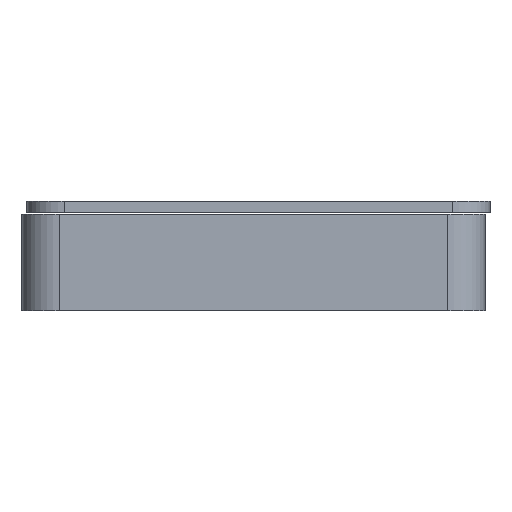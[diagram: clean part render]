
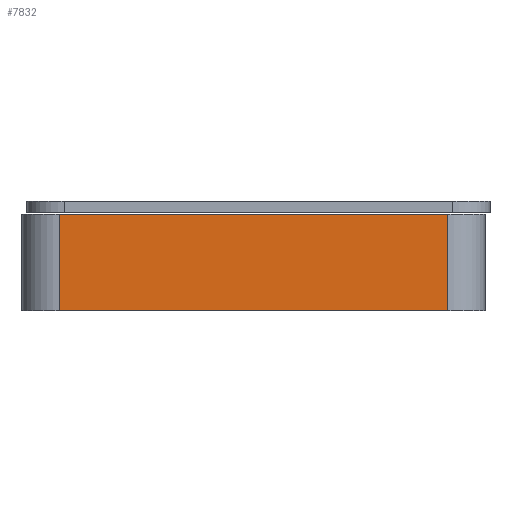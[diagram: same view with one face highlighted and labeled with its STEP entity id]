
A CAD part, left-side view. The second image highlights one B-rep face of the part: STEP entity #7832.
In plain terms, the highlighted planar face has unit normal (-1, 0, 0).
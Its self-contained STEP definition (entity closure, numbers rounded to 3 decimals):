
#797=PLANE('',#8325);
#965=FACE_OUTER_BOUND('',#1402,.T.);
#1402=EDGE_LOOP('',(#5448,#5449,#5450,#5451));
#1902=LINE('',#9967,#2562);
#1915=LINE('',#10000,#2575);
#1926=LINE('',#10035,#2586);
#1945=LINE('',#10090,#2605);
#2562=VECTOR('',#8631,10.);
#2575=VECTOR('',#8654,10.);
#2586=VECTOR('',#8689,10.);
#2605=VECTOR('',#8752,10.);
#3335=VERTEX_POINT('',#9964);
#3336=VERTEX_POINT('',#9966);
#3351=VERTEX_POINT('',#9998);
#3363=VERTEX_POINT('',#10033);
#4139=EDGE_CURVE('',#3335,#3336,#1902,.T.);
#4156=EDGE_CURVE('',#3351,#3335,#1915,.T.);
#4174=EDGE_CURVE('',#3363,#3351,#1926,.T.);
#4201=EDGE_CURVE('',#3336,#3363,#1945,.T.);
#5448=ORIENTED_EDGE('',*,*,#4139,.F.);
#5449=ORIENTED_EDGE('',*,*,#4156,.F.);
#5450=ORIENTED_EDGE('',*,*,#4174,.F.);
#5451=ORIENTED_EDGE('',*,*,#4201,.F.);
#7832=ADVANCED_FACE('',(#965),#797,.T.);
#8325=AXIS2_PLACEMENT_3D('',#10089,#8750,#8751);
#8631=DIRECTION('',(0.,0.,-1.));
#8654=DIRECTION('',(0.,-1.,0.));
#8689=DIRECTION('',(0.,0.,1.));
#8750=DIRECTION('center_axis',(-1.,0.,0.));
#8751=DIRECTION('ref_axis',(0.,-1.,0.));
#8752=DIRECTION('',(0.,1.,0.));
#9964=CARTESIAN_POINT('',(-108.74,-40.,13.));
#9966=CARTESIAN_POINT('',(-108.74,-40.,0.));
#9967=CARTESIAN_POINT('',(-108.74,-40.,0.));
#9998=CARTESIAN_POINT('',(-108.74,12.18,13.));
#10000=CARTESIAN_POINT('',(-108.74,12.18,13.));
#10033=CARTESIAN_POINT('',(-108.74,12.18,0.));
#10035=CARTESIAN_POINT('',(-108.74,12.18,0.));
#10089=CARTESIAN_POINT('Origin',(-108.74,17.18,0.));
#10090=CARTESIAN_POINT('',(-108.74,12.18,0.));
